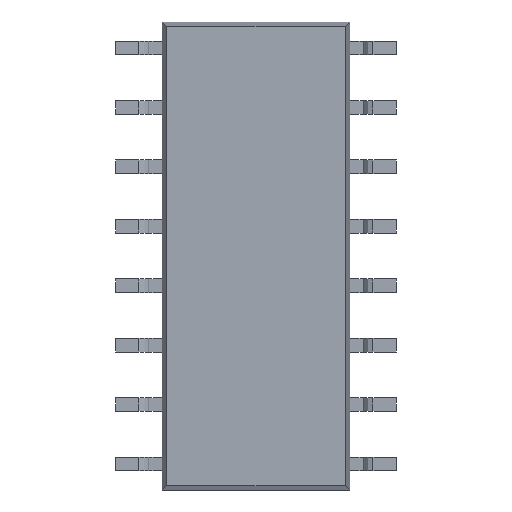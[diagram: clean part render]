
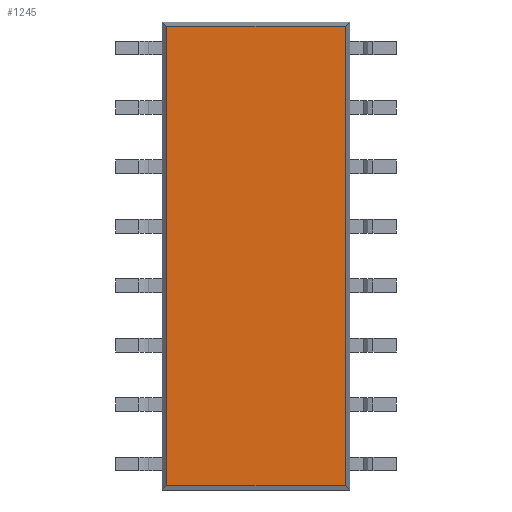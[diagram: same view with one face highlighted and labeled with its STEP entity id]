
A CAD part, front view. The second image highlights one B-rep face of the part: STEP entity #1245.
In plain terms, the highlighted planar face has unit normal (0, -1, 0).
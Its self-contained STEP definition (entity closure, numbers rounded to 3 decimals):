
#1103 = VERTEX_POINT('',#1104);
#1104 = CARTESIAN_POINT('',(1.904,0.175,4.904
    ));
#1110 = EDGE_CURVE('',#1103,#1111,#1113,.T.);
#1111 = VERTEX_POINT('',#1112);
#1112 = CARTESIAN_POINT('',(1.904,0.175,
    -4.904));
#1113 = LINE('',#1114,#1115);
#1114 = CARTESIAN_POINT('',(1.904,0.175,10.994));
#1115 = VECTOR('',#1116,1.);
#1116 = DIRECTION('',(0.,0.,-1.));
#1226 = EDGE_CURVE('',#1111,#1227,#1229,.T.);
#1227 = VERTEX_POINT('',#1228);
#1228 = CARTESIAN_POINT('',(-1.904,0.175,
    -4.904));
#1229 = LINE('',#1230,#1231);
#1230 = CARTESIAN_POINT('',(10.994,0.175,
    -4.904));
#1231 = VECTOR('',#1232,1.);
#1232 = DIRECTION('',(-1.,0.,0.));
#1245 = ADVANCED_FACE('',(#1246),#1264,.F.);
#1246 = FACE_BOUND('',#1247,.F.);
#1247 = EDGE_LOOP('',(#1248,#1256,#1257,#1258));
#1248 = ORIENTED_EDGE('',*,*,#1249,.F.);
#1249 = EDGE_CURVE('',#1103,#1250,#1252,.T.);
#1250 = VERTEX_POINT('',#1251);
#1251 = CARTESIAN_POINT('',(-1.904,0.175,
    4.904));
#1252 = LINE('',#1253,#1254);
#1253 = CARTESIAN_POINT('',(10.994,0.175,
    4.904));
#1254 = VECTOR('',#1255,1.);
#1255 = DIRECTION('',(-1.,0.,0.));
#1256 = ORIENTED_EDGE('',*,*,#1110,.T.);
#1257 = ORIENTED_EDGE('',*,*,#1226,.T.);
#1258 = ORIENTED_EDGE('',*,*,#1259,.F.);
#1259 = EDGE_CURVE('',#1250,#1227,#1260,.T.);
#1260 = LINE('',#1261,#1262);
#1261 = CARTESIAN_POINT('',(-1.904,0.175,10.994));
#1262 = VECTOR('',#1263,1.);
#1263 = DIRECTION('',(0.,0.,-1.));
#1264 = PLANE('',#1265);
#1265 = AXIS2_PLACEMENT_3D('',#1266,#1267,#1268);
#1266 = CARTESIAN_POINT('',(0.,0.175,0.));
#1267 = DIRECTION('',(0.,1.,0.));
#1268 = DIRECTION('',(0.,0.,1.));
